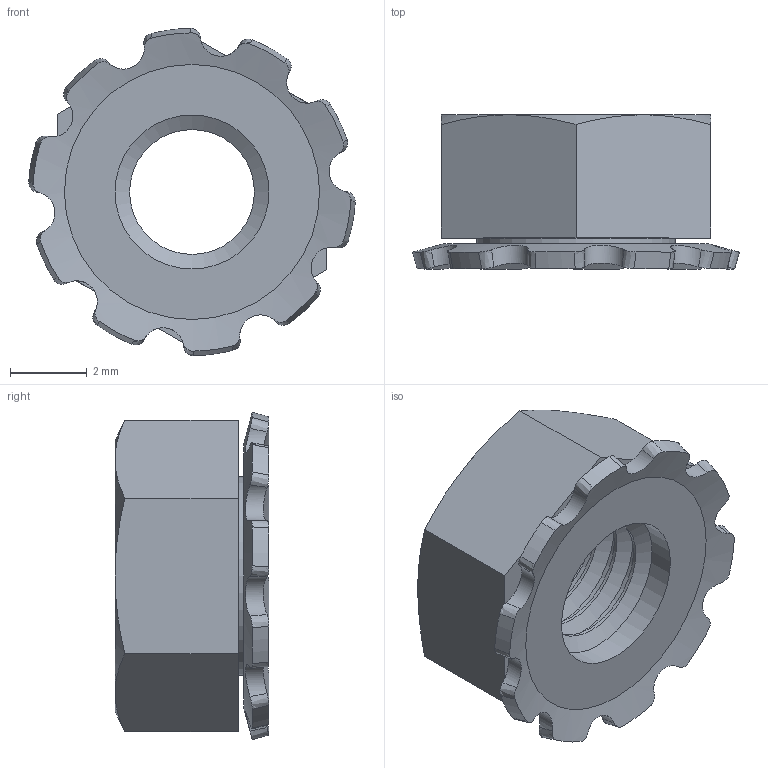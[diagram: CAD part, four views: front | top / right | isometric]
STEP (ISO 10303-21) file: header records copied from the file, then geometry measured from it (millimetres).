
FILE_DESCRIPTION(/* description */ (''),/* implementation_level */ '2;1');
FILE_NAME(/* name */ 'Matrix_11-4502.ipt.stp',/* time_stamp */ '2014-12-18T17:43:50-08:00',/* author */ ('Autodesk Inc.'),/* organization */ ('Autodesk Inc.'),/* preprocessor_version */ 'ST-DEVELOPER v15.6',/* originating_system */ 'Autodesk Inventor 2015',/* authorisation */ '');
FILE_SCHEMA (('AUTOMOTIVE_DESIGN { 1 0 10303 214 3 1 1 }'));
Length unit declared in the file: millimetre
Products named in the file (1): Matrix_11-4502
Bounding box: 8.48 x 4 x 8.5 mm (x, y, z)
Volume: 119 mm3; surface area: 278 mm2
Topology: 1 solids, 1 shells, 78 faces, 205 edges, 131 vertices
Faces by surface type: cone 28, cylinder 20, bspline 20, plane 10
Full cylindrical faces by diameter (mm): 3.242 x4, 4 x5, 5.16 x1
Entity records: 3318 total; most frequent: CARTESIAN_POINT 1669, ORIENTED_EDGE 348, DIRECTION 310, EDGE_CURVE 174, AXIS2_PLACEMENT_3D 149, VERTEX_POINT 122, EDGE_LOOP 104, FACE_OUTER_BOUND 78
